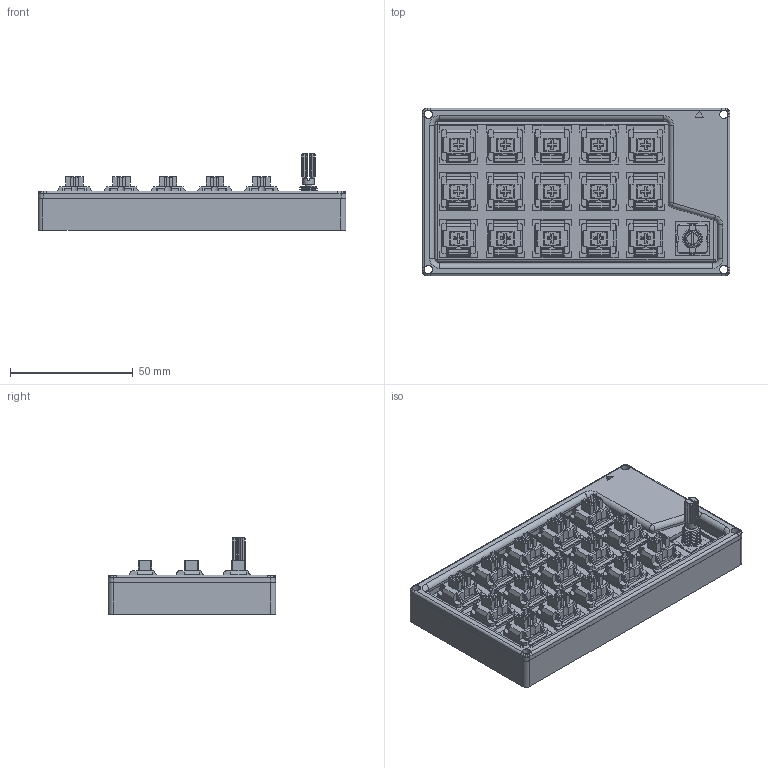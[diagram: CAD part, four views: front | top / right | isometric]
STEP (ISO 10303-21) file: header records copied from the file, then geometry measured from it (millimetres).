
FILE_DESCRIPTION(/* description */ (''),/* implementation_level */ '2;1');
FILE_NAME(/* name */ 'FreePad V2.step',/* time_stamp */ '2025-08-29T21:58:48+01:00',/* author */ (''),/* organization */ (''),/* preprocessor_version */ 'ST-DEVELOPER v20.1',/* originating_system */ 'Autodesk Translation Framework v14.10.0.0',/* authorisation */ '');
FILE_SCHEMA (('AUTOMOTIVE_DESIGN { 1 0 10303 214 3 1 1 }'));
Products named in the file (37): 2025-08-29-20-59-01-672; FreePad V2 1; REDragon-MX-ZT02; EC11_Rotary_Encoder_Switched; FreePad V2_PCB; REDragon-MX-ZT02_1; REDragon-MX-ZT02_2; REDragon-MX-ZT02_3; REDragon-MX-ZT02_4; REDragon-MX-ZT02_5; REDragon-MX-ZT02_6; REDragon-MX-ZT02_7; REDragon-MX-ZT02_8; REDragon-MX-ZT02_9; REDragon-MX-ZT02_10; REDragon-MX-ZT02_11; REDragon-MX-ZT02_12; D_DO-35_SOD27_P7.62mm_Horizontal; REDragon-MX-ZT02_13; REDragon-MX-ZT02_14; Body; Button; Pins; Seeed Studio XIAO RP2040; main; type-c v2; smd_button v3; SK6805-2.4x2.7 v1; Shell; DOUT; DIN; VSS; VDD; smd_button v3(Mirror); 2025-08-29-20-42-33-020; 2025-08-29-17-19-34-388; 2025-08-29-17-22-20-824
Assembly tree (92 placements, depth 6):
  2025-08-29-20-59-01-672
    FreePad V2 1
      REDragon-MX-ZT02
        Body
        Button
        Pins
      D_DO-35_SOD27_P7.62mm_Horizontal  x15
      EC11_Rotary_Encoder_Switched
      FreePad V2_PCB
      REDragon-MX-ZT02_1
        Body
        Button
        Pins
      REDragon-MX-ZT02_2
        Body
        Button
        Pins
      REDragon-MX-ZT02_3
        Body
        Button
        Pins
      REDragon-MX-ZT02_4
        Body
        Button
        Pins
      REDragon-MX-ZT02_5
        Body
        Button
        Pins
      REDragon-MX-ZT02_6
        Body
        Button
        Pins
      REDragon-MX-ZT02_7
        Body
        Button
        Pins
      REDragon-MX-ZT02_8
        Body
        Button
        Pins
      REDragon-MX-ZT02_9
        Body
        Button
        Pins
      REDragon-MX-ZT02_10
        Body
        Button
        Pins
      REDragon-MX-ZT02_11
        Body
        Button
        Pins
      REDragon-MX-ZT02_12
        Body
        Button
        Pins
      REDragon-MX-ZT02_13
        Body
        Button
Bounding box: 125.38 x 68.19 x 31.25 mm (x, y, z)
Volume: 91803.2 mm3; surface area: 82022.5 mm2
Topology: 187 solids, 187 shells, 4972 faces, 12723 edges, 8260 vertices
Faces by surface type: plane 3768, cylinder 815, bspline 217, torus 101, cone 55, sphere 16
Full cylindrical faces by diameter (mm): 0.3 x4, 0.4 x1, 0.5 x47, 0.8 x44, 0.889 x14, 1 x35, 1.5 x32, 1.7 x30, 2 x31, 2.02 x15, 3 x2, 3.4 x8, 3.8 x15, 4 x15, 4.7 x1, 7 x8
Entity records: 79178 total; most frequent: CARTESIAN_POINT 19301, ORIENTED_EDGE 12102, DIRECTION 11401, EDGE_CURVE 6051, LINE 4257, VECTOR 4257, VERTEX_POINT 3906, AXIS2_PLACEMENT_3D 3572
